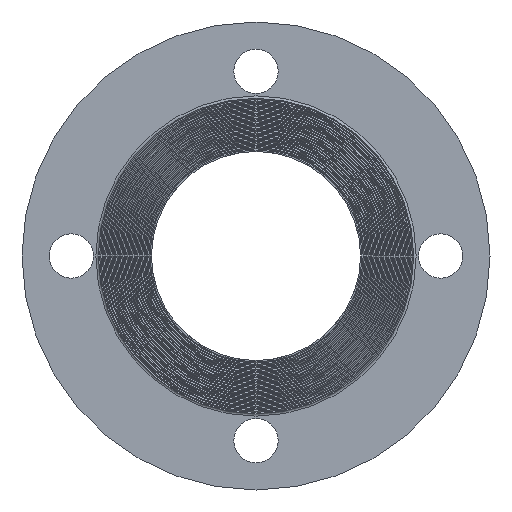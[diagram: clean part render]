
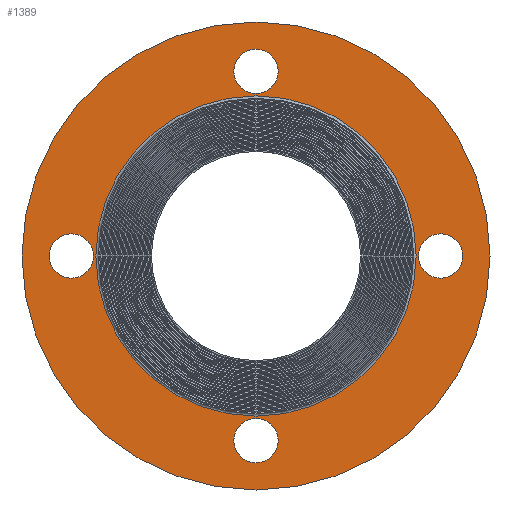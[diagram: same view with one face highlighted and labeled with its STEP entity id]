
A CAD part, left-side view. The second image highlights one B-rep face of the part: STEP entity #1389.
In plain terms, the highlighted planar face has unit normal (-1, 0, 0).
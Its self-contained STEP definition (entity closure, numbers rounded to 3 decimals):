
#16=FACE_BOUND('',#338,.T.);
#17=FACE_BOUND('',#339,.T.);
#18=FACE_BOUND('',#340,.T.);
#19=FACE_BOUND('',#341,.T.);
#20=FACE_BOUND('',#342,.T.);
#29=PLANE('',#1623);
#267=FACE_OUTER_BOUND('',#337,.T.);
#337=EDGE_LOOP('',(#1260,#1261));
#338=EDGE_LOOP('',(#1262));
#339=EDGE_LOOP('',(#1263));
#340=EDGE_LOOP('',(#1264));
#341=EDGE_LOOP('',(#1265));
#342=EDGE_LOOP('',(#1266,#1267));
#403=CIRCLE('',#1475,9.);
#406=CIRCLE('',#1479,9.);
#409=CIRCLE('',#1483,9.);
#412=CIRCLE('',#1487,9.);
#501=CIRCLE('',#1619,65.);
#502=CIRCLE('',#1620,65.);
#505=CIRCLE('',#1624,95.);
#506=CIRCLE('',#1625,95.);
#559=VERTEX_POINT('',#2294);
#562=VERTEX_POINT('',#2302);
#565=VERTEX_POINT('',#2310);
#568=VERTEX_POINT('',#2318);
#657=VERTEX_POINT('',#2581);
#658=VERTEX_POINT('',#2583);
#660=VERTEX_POINT('',#2590);
#661=VERTEX_POINT('',#2591);
#725=EDGE_CURVE('',#559,#559,#403,.T.);
#729=EDGE_CURVE('',#562,#562,#406,.T.);
#733=EDGE_CURVE('',#565,#565,#409,.T.);
#737=EDGE_CURVE('',#568,#568,#412,.T.);
#868=EDGE_CURVE('',#658,#657,#501,.T.);
#869=EDGE_CURVE('',#657,#658,#502,.T.);
#872=EDGE_CURVE('',#660,#661,#505,.T.);
#873=EDGE_CURVE('',#661,#660,#506,.T.);
#1260=ORIENTED_EDGE('',*,*,#872,.F.);
#1261=ORIENTED_EDGE('',*,*,#873,.F.);
#1262=ORIENTED_EDGE('',*,*,#725,.T.);
#1263=ORIENTED_EDGE('',*,*,#729,.T.);
#1264=ORIENTED_EDGE('',*,*,#733,.T.);
#1265=ORIENTED_EDGE('',*,*,#737,.T.);
#1266=ORIENTED_EDGE('',*,*,#868,.T.);
#1267=ORIENTED_EDGE('',*,*,#869,.T.);
#1389=ADVANCED_FACE('',(#267,#16,#17,#18,#19,#20),#29,.T.);
#1475=AXIS2_PLACEMENT_3D('',#2296,#1769,#1770);
#1479=AXIS2_PLACEMENT_3D('',#2304,#1778,#1779);
#1483=AXIS2_PLACEMENT_3D('',#2312,#1787,#1788);
#1487=AXIS2_PLACEMENT_3D('',#2320,#1796,#1797);
#1619=AXIS2_PLACEMENT_3D('',#2584,#2102,#2103);
#1620=AXIS2_PLACEMENT_3D('',#2585,#2104,#2105);
#1623=AXIS2_PLACEMENT_3D('',#2589,#2110,#2111);
#1624=AXIS2_PLACEMENT_3D('',#2592,#2112,#2113);
#1625=AXIS2_PLACEMENT_3D('',#2593,#2114,#2115);
#1769=DIRECTION('center_axis',(1.,0.,0.));
#1770=DIRECTION('ref_axis',(0.,0.,-1.));
#1778=DIRECTION('center_axis',(1.,0.,0.));
#1779=DIRECTION('ref_axis',(0.,0.,-1.));
#1787=DIRECTION('center_axis',(1.,0.,0.));
#1788=DIRECTION('ref_axis',(0.,0.,-1.));
#1796=DIRECTION('center_axis',(1.,0.,0.));
#1797=DIRECTION('ref_axis',(0.,0.,-1.));
#2102=DIRECTION('center_axis',(1.,0.,0.));
#2103=DIRECTION('ref_axis',(0.,1.,0.));
#2104=DIRECTION('center_axis',(1.,0.,0.));
#2105=DIRECTION('ref_axis',(0.,1.,0.));
#2110=DIRECTION('center_axis',(-1.,0.,0.));
#2111=DIRECTION('ref_axis',(0.,0.,1.));
#2112=DIRECTION('center_axis',(1.,0.,0.));
#2113=DIRECTION('ref_axis',(0.,1.,0.));
#2114=DIRECTION('center_axis',(1.,0.,0.));
#2115=DIRECTION('ref_axis',(0.,1.,0.));
#2294=CARTESIAN_POINT('',(0.,-75.,9.));
#2296=CARTESIAN_POINT('Origin',(0.,-75.,0.));
#2302=CARTESIAN_POINT('',(0.,0.,-66.));
#2304=CARTESIAN_POINT('Origin',(0.,0.,-75.));
#2310=CARTESIAN_POINT('',(0.,0.,84.));
#2312=CARTESIAN_POINT('Origin',(0.,0.,75.));
#2318=CARTESIAN_POINT('',(0.,75.,9.));
#2320=CARTESIAN_POINT('Origin',(0.,75.,0.));
#2581=CARTESIAN_POINT('',(0.,0.,65.));
#2583=CARTESIAN_POINT('',(0.,65.,0.));
#2584=CARTESIAN_POINT('Origin',(0.,0.,0.));
#2585=CARTESIAN_POINT('Origin',(0.,0.,0.));
#2589=CARTESIAN_POINT('Origin',(0.,80.,0.));
#2590=CARTESIAN_POINT('',(0.,95.,0.));
#2591=CARTESIAN_POINT('',(0.,-95.,0.));
#2592=CARTESIAN_POINT('Origin',(0.,0.,0.));
#2593=CARTESIAN_POINT('Origin',(0.,0.,0.));
